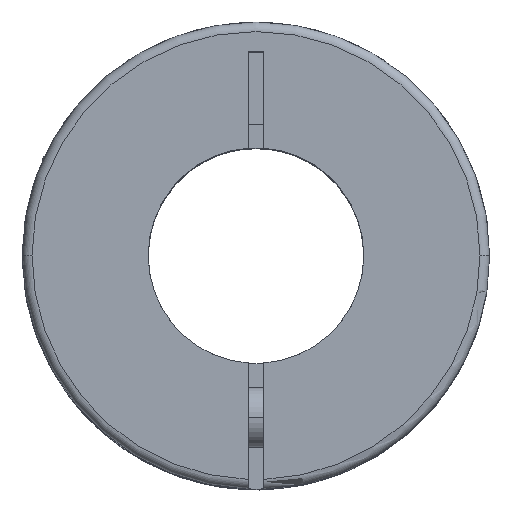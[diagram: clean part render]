
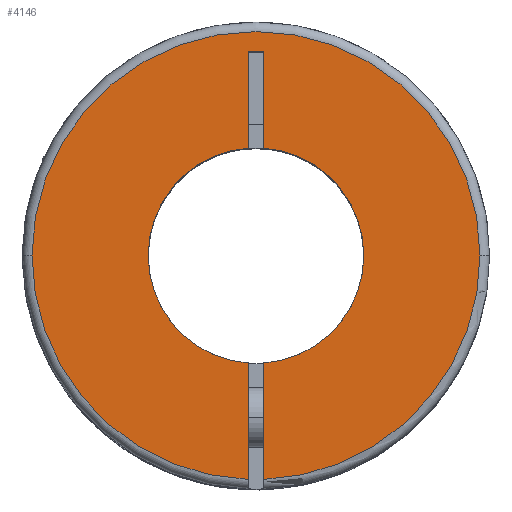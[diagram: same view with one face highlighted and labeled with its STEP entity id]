
A CAD part, top view. The second image highlights one B-rep face of the part: STEP entity #4146.
In plain terms, the highlighted planar face has unit normal (0, 0, 1).
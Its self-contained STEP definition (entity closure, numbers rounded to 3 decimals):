
#121 = VERTEX_POINT ( 'NONE', #4032 ) ;
#236 = VERTEX_POINT ( 'NONE', #301 ) ;
#254 = VECTOR ( 'NONE', #2121, 1000. ) ;
#280 = DIRECTION ( 'NONE',  ( 0., 0., -1. ) ) ;
#300 = DIRECTION ( 'NONE',  ( 0., 1., 0. ) ) ;
#301 = CARTESIAN_POINT ( 'NONE',  ( -0.65, -8.976, 0. ) ) ;
#360 = VERTEX_POINT ( 'NONE', #2862 ) ;
#418 = DIRECTION ( 'NONE',  ( 0., 0., -1. ) ) ;
#422 = CARTESIAN_POINT ( 'NONE',  ( 0.65, -18.689, 0. ) ) ;
#446 = DIRECTION ( 'NONE',  ( 0., 0., -1. ) ) ;
#534 = CARTESIAN_POINT ( 'NONE',  ( 0., 0., 0. ) ) ;
#548 = CIRCLE ( 'NONE', #1112, 9. ) ;
#550 = DIRECTION ( 'NONE',  ( 0., 0., -1. ) ) ;
#654 = LINE ( 'NONE', #3496, #708 ) ;
#659 = EDGE_CURVE ( 'NONE', #1377, #3551, #1431, .T. ) ;
#675 = CARTESIAN_POINT ( 'NONE',  ( 0.65, -19.5, 0. ) ) ;
#708 = VECTOR ( 'NONE', #4222, 1000. ) ;
#729 = ORIENTED_EDGE ( 'NONE', *, *, #4123, .F. ) ;
#761 = ORIENTED_EDGE ( 'NONE', *, *, #1100, .F. ) ;
#840 = DIRECTION ( 'NONE',  ( 0., -1., 0. ) ) ;
#857 = CIRCLE ( 'NONE', #1794, 9. ) ;
#946 = EDGE_CURVE ( 'NONE', #2898, #3299, #548, .T. ) ;
#1043 = CARTESIAN_POINT ( 'NONE',  ( -9., 0., 0. ) ) ;
#1085 = DIRECTION ( 'NONE',  ( -1., 0., 0. ) ) ;
#1100 = EDGE_CURVE ( 'NONE', #3407, #1377, #2785, .T. ) ;
#1104 = EDGE_CURVE ( 'NONE', #236, #3898, #654, .T. ) ;
#1112 = AXIS2_PLACEMENT_3D ( 'NONE', #4439, #280, #1669 ) ;
#1126 = ORIENTED_EDGE ( 'NONE', *, *, #3198, .F. ) ;
#1195 = ORIENTED_EDGE ( 'NONE', *, *, #946, .T. ) ;
#1307 = EDGE_CURVE ( 'NONE', #360, #2430, #3778, .T. ) ;
#1335 = CARTESIAN_POINT ( 'NONE',  ( 0.65, -19.5, 0. ) ) ;
#1377 = VERTEX_POINT ( 'NONE', #3145 ) ;
#1382 = DIRECTION ( 'NONE',  ( -1., 0., 0. ) ) ;
#1431 = LINE ( 'NONE', #2832, #3127 ) ;
#1508 = CARTESIAN_POINT ( 'NONE',  ( 0., 0., 0. ) ) ;
#1533 = ORIENTED_EDGE ( 'NONE', *, *, #1104, .F. ) ;
#1607 = CARTESIAN_POINT ( 'NONE',  ( 18.7, 0., 0. ) ) ;
#1669 = DIRECTION ( 'NONE',  ( -1., 0., 0. ) ) ;
#1683 = LINE ( 'NONE', #675, #2505 ) ;
#1791 = LINE ( 'NONE', #3993, #2912 ) ;
#1794 = AXIS2_PLACEMENT_3D ( 'NONE', #1959, #550, #2250 ) ;
#1818 = DIRECTION ( 'NONE',  ( 0., -1., 0. ) ) ;
#1905 = ORIENTED_EDGE ( 'NONE', *, *, #3624, .F. ) ;
#1916 = DIRECTION ( 'NONE',  ( -1., 0., 0. ) ) ;
#1959 = CARTESIAN_POINT ( 'NONE',  ( 0., 0., 0. ) ) ;
#2046 = CARTESIAN_POINT ( 'NONE',  ( 0.65, 8.976, 0. ) ) ;
#2077 = CARTESIAN_POINT ( 'NONE',  ( 0., 0., 0. ) ) ;
#2121 = DIRECTION ( 'NONE',  ( 0., 1., 0. ) ) ;
#2122 = PLANE ( 'NONE',  #3032 ) ;
#2154 = VERTEX_POINT ( 'NONE', #422 ) ;
#2250 = DIRECTION ( 'NONE',  ( -1., 0., 0. ) ) ;
#2430 = VERTEX_POINT ( 'NONE', #1607 ) ;
#2505 = VECTOR ( 'NONE', #300, 1000. ) ;
#2551 = EDGE_CURVE ( 'NONE', #236, #2898, #857, .T. ) ;
#2749 = CARTESIAN_POINT ( 'NONE',  ( -0.65, 17., 0. ) ) ;
#2785 = LINE ( 'NONE', #1335, #254 ) ;
#2832 = CARTESIAN_POINT ( 'NONE',  ( 0.65, 17., 0. ) ) ;
#2846 = ORIENTED_EDGE ( 'NONE', *, *, #2551, .T. ) ;
#2855 = DIRECTION ( 'NONE',  ( -1., 0., 0. ) ) ;
#2862 = CARTESIAN_POINT ( 'NONE',  ( -18.7, 0., 0. ) ) ;
#2894 = CARTESIAN_POINT ( 'NONE',  ( 0., 0., 0. ) ) ;
#2898 = VERTEX_POINT ( 'NONE', #1043 ) ;
#2912 = VECTOR ( 'NONE', #840, 1000. ) ;
#2937 = EDGE_LOOP ( 'NONE', ( #1905, #1533, #2846, #1195, #1126, #3586, #761, #4254, #4313, #729, #3272 ) ) ;
#2958 = DIRECTION ( 'NONE',  ( 0., 0., -1. ) ) ;
#2984 = CARTESIAN_POINT ( 'NONE',  ( -0.65, 8.976, 0. ) ) ;
#3032 = AXIS2_PLACEMENT_3D ( 'NONE', #2894, #418, #1818 ) ;
#3127 = VECTOR ( 'NONE', #2855, 1000. ) ;
#3145 = CARTESIAN_POINT ( 'NONE',  ( 0.65, 17., 0. ) ) ;
#3198 = EDGE_CURVE ( 'NONE', #3551, #3299, #1791, .T. ) ;
#3272 = ORIENTED_EDGE ( 'NONE', *, *, #1307, .F. ) ;
#3297 = CARTESIAN_POINT ( 'NONE',  ( -0.65, -18.689, 0. ) ) ;
#3299 = VERTEX_POINT ( 'NONE', #2984 ) ;
#3350 = AXIS2_PLACEMENT_3D ( 'NONE', #4283, #4195, #3557 ) ;
#3402 = EDGE_CURVE ( 'NONE', #3407, #121, #3729, .T. ) ;
#3407 = VERTEX_POINT ( 'NONE', #2046 ) ;
#3496 = CARTESIAN_POINT ( 'NONE',  ( -0.65, 17., 0. ) ) ;
#3545 = FACE_OUTER_BOUND ( 'NONE', #2937, .T. ) ;
#3551 = VERTEX_POINT ( 'NONE', #2749 ) ;
#3557 = DIRECTION ( 'NONE',  ( -1., 0., 0. ) ) ;
#3586 = ORIENTED_EDGE ( 'NONE', *, *, #659, .F. ) ;
#3624 = EDGE_CURVE ( 'NONE', #3898, #360, #4017, .T. ) ;
#3627 = CIRCLE ( 'NONE', #4271, 18.7 ) ;
#3729 = CIRCLE ( 'NONE', #4304, 9. ) ;
#3778 = CIRCLE ( 'NONE', #3350, 18.7 ) ;
#3898 = VERTEX_POINT ( 'NONE', #3297 ) ;
#3938 = AXIS2_PLACEMENT_3D ( 'NONE', #1508, #3941, #1085 ) ;
#3941 = DIRECTION ( 'NONE',  ( 0., 0., -1. ) ) ;
#3993 = CARTESIAN_POINT ( 'NONE',  ( -0.65, 17., 0. ) ) ;
#4017 = CIRCLE ( 'NONE', #3938, 18.7 ) ;
#4032 = CARTESIAN_POINT ( 'NONE',  ( 0.65, -8.976, 0. ) ) ;
#4048 = EDGE_CURVE ( 'NONE', #2154, #121, #1683, .T. ) ;
#4123 = EDGE_CURVE ( 'NONE', #2430, #2154, #3627, .T. ) ;
#4146 = ADVANCED_FACE ( 'NONE', ( #3545 ), #2122, .F. ) ;
#4195 = DIRECTION ( 'NONE',  ( 0., 0., -1. ) ) ;
#4222 = DIRECTION ( 'NONE',  ( 0., -1., 0. ) ) ;
#4254 = ORIENTED_EDGE ( 'NONE', *, *, #3402, .T. ) ;
#4271 = AXIS2_PLACEMENT_3D ( 'NONE', #2077, #446, #1382 ) ;
#4283 = CARTESIAN_POINT ( 'NONE',  ( 0., 0., 0. ) ) ;
#4304 = AXIS2_PLACEMENT_3D ( 'NONE', #534, #2958, #1916 ) ;
#4313 = ORIENTED_EDGE ( 'NONE', *, *, #4048, .F. ) ;
#4439 = CARTESIAN_POINT ( 'NONE',  ( 0., 0., 0. ) ) ;
